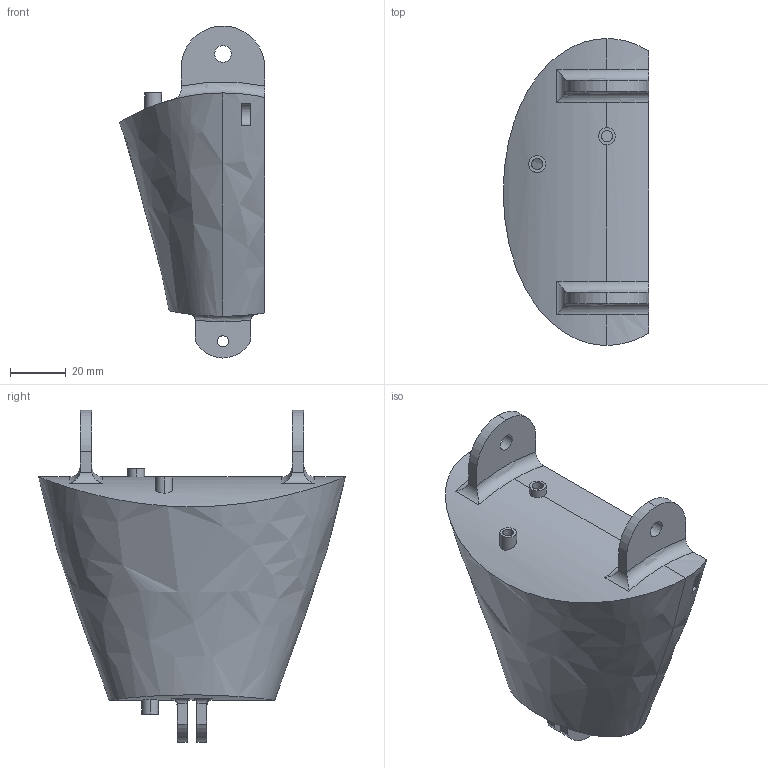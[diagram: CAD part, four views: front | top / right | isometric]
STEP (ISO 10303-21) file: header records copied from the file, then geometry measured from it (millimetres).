
FILE_DESCRIPTION (( 'STEP AP214' ), '1' );
FILE_NAME ('Mid_Container.STEP', '2018-06-19T12:36:06', ( '' ), ( '' ), 'SwSTEP 2.0', 'SolidWorks 2016', '' );
FILE_SCHEMA (( 'AUTOMOTIVE_DESIGN' ));
Length unit declared in the file: millimetre
Products named in the file (1): Mid_Container
Bounding box: 52.19 x 110 x 119 mm (x, y, z)
Volume: 91779.7 mm3; surface area: 44944.9 mm2
Topology: 1 solids, 1 shells, 230 faces, 626 edges, 410 vertices
Faces by surface type: cylinder 113, plane 56, bspline 36, torus 25
Entity records: 11488 total; most frequent: CARTESIAN_POINT 5798, ORIENTED_EDGE 1252, DIRECTION 1091, EDGE_CURVE 626, AXIS2_PLACEMENT_3D 436, VERTEX_POINT 410, EDGE_LOOP 272, CIRCLE 241
